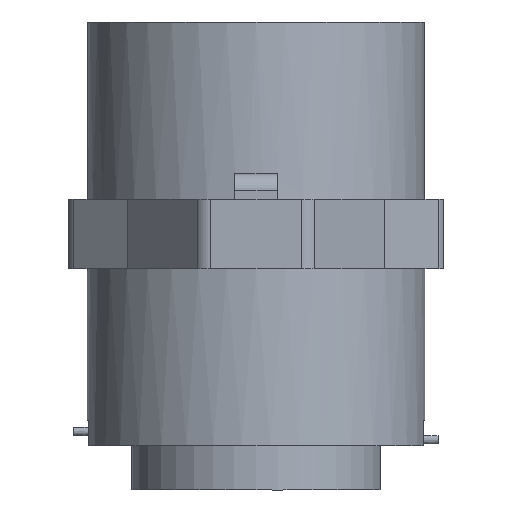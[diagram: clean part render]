
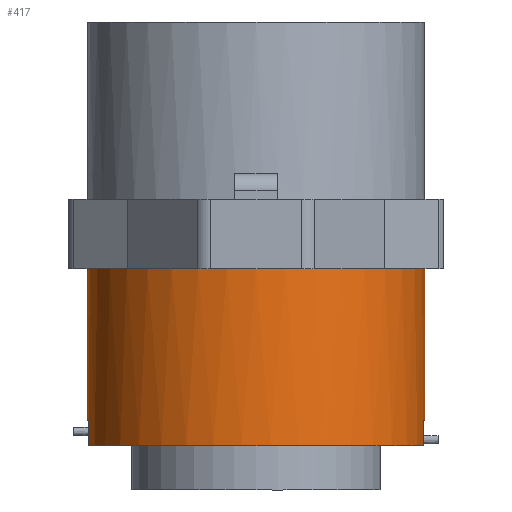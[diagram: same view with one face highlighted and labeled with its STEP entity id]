
A CAD part, left-side view. The second image highlights one B-rep face of the part: STEP entity #417.
In plain terms, the highlighted cylindrical face has radius 2 mm (diameter 4 mm), a full revolution.
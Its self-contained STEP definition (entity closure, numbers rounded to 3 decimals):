
#417 = ADVANCED_FACE( '', ( #681, #682 ), #683, .T. );
#681 = FACE_OUTER_BOUND( '', #878, .T. );
#682 = FACE_OUTER_BOUND( '', #879, .T. );
#683 = CYLINDRICAL_SURFACE( '', #880, 2. );
#878 = EDGE_LOOP( '', ( #3389, #3390, #3391, #3392, #3393, #3394, #3395, #3396 ) );
#879 = EDGE_LOOP( '', ( #3397 ) );
#880 = AXIS2_PLACEMENT_3D( '', #3398, #3399, #3400 );
#3389 = ORIENTED_EDGE( '', *, *, #3761, .T. );
#3390 = ORIENTED_EDGE( '', *, *, #3760, .F. );
#3391 = ORIENTED_EDGE( '', *, *, #3762, .F. );
#3392 = ORIENTED_EDGE( '', *, *, #3763, .F. );
#3393 = ORIENTED_EDGE( '', *, *, #3764, .T. );
#3394 = ORIENTED_EDGE( '', *, *, #3765, .F. );
#3395 = ORIENTED_EDGE( '', *, *, #3766, .F. );
#3396 = ORIENTED_EDGE( '', *, *, #3767, .T. );
#3397 = ORIENTED_EDGE( '', *, *, #3768, .T. );
#3398 = CARTESIAN_POINT( '', ( 0., 0., -2.1 ) );
#3399 = DIRECTION( '', ( 0., 0., -1. ) );
#3400 = DIRECTION( '', ( 1., 0., 0. ) );
#3760 = EDGE_CURVE( '', #3969, #3964, #3971, .T. );
#3761 = EDGE_CURVE( '', #3972, #3964, #3973, .T. );
#3762 = EDGE_CURVE( '', #3974, #3969, #3975, .T. );
#3763 = EDGE_CURVE( '', #3976, #3974, #3977, .T. );
#3764 = EDGE_CURVE( '', #3976, #3978, #3979, .T. );
#3765 = EDGE_CURVE( '', #3980, #3978, #3981, .T. );
#3766 = EDGE_CURVE( '', #3982, #3980, #3983, .T. );
#3767 = EDGE_CURVE( '', #3982, #3972, #3984, .T. );
#3768 = EDGE_CURVE( '', #3985, #3985, #3986, .T. );
#3964 = VERTEX_POINT( '', #4180 );
#3969 = VERTEX_POINT( '', #4186 );
#3971 = CIRCLE( '', #4189, 2. );
#3972 = VERTEX_POINT( '', #4190 );
#3973 = LINE( '', #4191, #4192 );
#3974 = VERTEX_POINT( '', #4193 );
#3975 = LINE( '', #4194, #4195 );
#3976 = VERTEX_POINT( '', #4196 );
#3977 = CIRCLE( '', #4197, 2. );
#3978 = VERTEX_POINT( '', #4198 );
#3979 = LINE( '', #4199, #4200 );
#3980 = VERTEX_POINT( '', #4201 );
#3981 = CIRCLE( '', #4202, 2. );
#3982 = VERTEX_POINT( '', #4203 );
#3983 = LINE( '', #4204, #4205 );
#3984 = CIRCLE( '', #4206, 2. );
#3985 = VERTEX_POINT( '', #4207 );
#3986 = CIRCLE( '', #4208, 2. );
#4180 = CARTESIAN_POINT( '', ( -0.25, 1.984, -2.1 ) );
#4186 = CARTESIAN_POINT( '', ( -0.25, -1.984, -2.1 ) );
#4189 = AXIS2_PLACEMENT_3D( '', #4468, #4469, #4470 );
#4190 = CARTESIAN_POINT( '', ( -0.25, 1.984, -1.8 ) );
#4191 = CARTESIAN_POINT( '', ( -0.25, 1.984, -1.8 ) );
#4192 = VECTOR( '', #4471, 1000. );
#4193 = CARTESIAN_POINT( '', ( -0.25, -1.984, -1.8 ) );
#4194 = CARTESIAN_POINT( '', ( -0.25, -1.984, -1.8 ) );
#4195 = VECTOR( '', #4472, 1000. );
#4196 = CARTESIAN_POINT( '', ( 0.25, -1.984, -1.8 ) );
#4197 = AXIS2_PLACEMENT_3D( '', #4473, #4474, #4475 );
#4198 = CARTESIAN_POINT( '', ( 0.25, -1.984, -2.1 ) );
#4199 = CARTESIAN_POINT( '', ( 0.25, -1.984, -1.8 ) );
#4200 = VECTOR( '', #4476, 1000. );
#4201 = CARTESIAN_POINT( '', ( 0.25, 1.984, -2.1 ) );
#4202 = AXIS2_PLACEMENT_3D( '', #4477, #4478, #4479 );
#4203 = CARTESIAN_POINT( '', ( 0.25, 1.984, -1.8 ) );
#4204 = CARTESIAN_POINT( '', ( 0.25, 1.984, -1.8 ) );
#4205 = VECTOR( '', #4480, 1000. );
#4206 = AXIS2_PLACEMENT_3D( '', #4481, #4482, #4483 );
#4207 = CARTESIAN_POINT( '', ( 2., 0., 0. ) );
#4208 = AXIS2_PLACEMENT_3D( '', #4484, #4485, #4486 );
#4468 = CARTESIAN_POINT( '', ( 0., 0., -2.1 ) );
#4469 = DIRECTION( '', ( 0., 0., -1. ) );
#4470 = DIRECTION( '', ( 1., 0., 0. ) );
#4471 = DIRECTION( '', ( 0., 0., -1. ) );
#4472 = DIRECTION( '', ( 0., 0., -1. ) );
#4473 = CARTESIAN_POINT( '', ( 0., 0., -1.8 ) );
#4474 = DIRECTION( '', ( 0., 0., -1. ) );
#4475 = DIRECTION( '', ( 0., 1., 0. ) );
#4476 = DIRECTION( '', ( 0., 0., -1. ) );
#4477 = CARTESIAN_POINT( '', ( 0., 0., -2.1 ) );
#4478 = DIRECTION( '', ( 0., 0., -1. ) );
#4479 = DIRECTION( '', ( 1., 0., 0. ) );
#4480 = DIRECTION( '', ( 0., 0., -1. ) );
#4481 = CARTESIAN_POINT( '', ( 0., 0., -1.8 ) );
#4482 = DIRECTION( '', ( 0., 0., 1. ) );
#4483 = DIRECTION( '', ( 0., -1., 0. ) );
#4484 = CARTESIAN_POINT( '', ( 0., 0., 0. ) );
#4485 = DIRECTION( '', ( 0., 0., -1. ) );
#4486 = DIRECTION( '', ( 1., 0., 0. ) );
